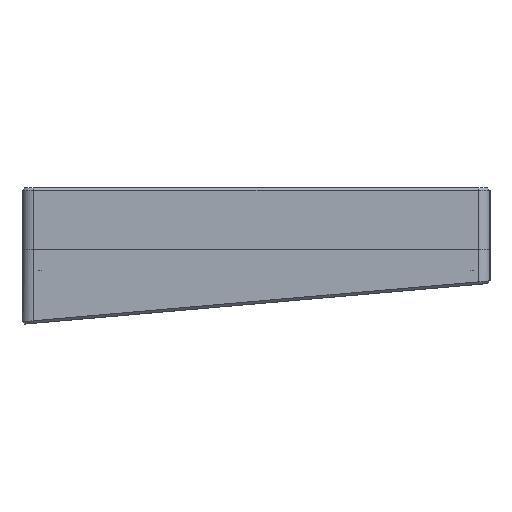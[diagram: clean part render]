
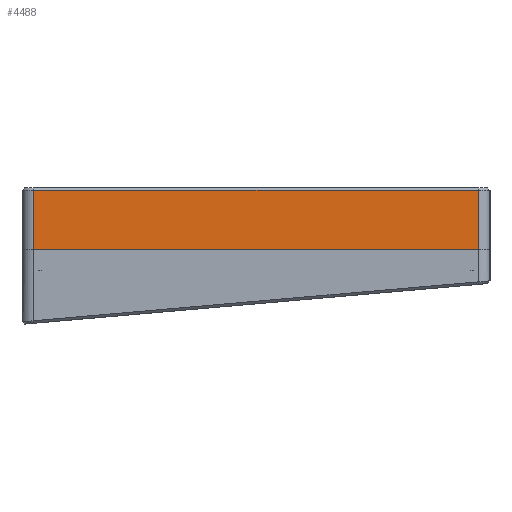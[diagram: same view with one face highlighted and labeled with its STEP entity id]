
A CAD part, left-side view. The second image highlights one B-rep face of the part: STEP entity #4488.
In plain terms, the highlighted planar face has unit normal (-1, 0, 0).
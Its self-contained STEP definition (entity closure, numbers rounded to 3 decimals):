
#552=FACE_OUTER_BOUND('',#814,.T.);
#814=EDGE_LOOP('',(#3431,#3432,#3433,#3434));
#1078=LINE('',#6636,#1488);
#1101=LINE('',#6702,#1511);
#1103=LINE('',#6707,#1513);
#1160=LINE('',#7224,#1570);
#1488=VECTOR('',#5332,10.);
#1511=VECTOR('',#5409,10.);
#1513=VECTOR('',#5415,10.);
#1570=VECTOR('',#5576,10.);
#1898=VERTEX_POINT('',#6630);
#1899=VERTEX_POINT('',#6634);
#1915=VERTEX_POINT('',#6700);
#1916=VERTEX_POINT('',#6706);
#2379=EDGE_CURVE('',#1898,#1899,#1078,.T.);
#2412=EDGE_CURVE('',#1915,#1898,#1101,.T.);
#2414=EDGE_CURVE('',#1899,#1916,#1103,.T.);
#2528=EDGE_CURVE('',#1916,#1915,#1160,.T.);
#3431=ORIENTED_EDGE('',*,*,#2379,.F.);
#3432=ORIENTED_EDGE('',*,*,#2412,.F.);
#3433=ORIENTED_EDGE('',*,*,#2528,.F.);
#3434=ORIENTED_EDGE('',*,*,#2414,.F.);
#4307=PLANE('',#4800);
#4488=ADVANCED_FACE('',(#552),#4307,.T.);
#4800=AXIS2_PLACEMENT_3D('',#7223,#5574,#5575);
#5332=DIRECTION('',(0.,-1.,0.));
#5409=DIRECTION('',(0.,0.,1.));
#5415=DIRECTION('',(0.,0.,-1.));
#5574=DIRECTION('center_axis',(-1.,0.,0.));
#5575=DIRECTION('ref_axis',(0.,-1.,0.));
#5576=DIRECTION('',(0.,1.,0.));
#6630=CARTESIAN_POINT('',(-4.975,5.225,11.5));
#6634=CARTESIAN_POINT('',(-4.975,-81.425,11.5));
#6636=CARTESIAN_POINT('',(-4.975,-15.313,11.5));
#6700=CARTESIAN_POINT('',(-4.975,5.225,0.));
#6702=CARTESIAN_POINT('',(-4.975,5.225,0.));
#6706=CARTESIAN_POINT('',(-4.975,-81.425,0.));
#6707=CARTESIAN_POINT('',(-4.975,-81.425,0.));
#7223=CARTESIAN_POINT('Origin',(-4.975,7.475,0.));
#7224=CARTESIAN_POINT('',(-4.975,-83.675,0.));
